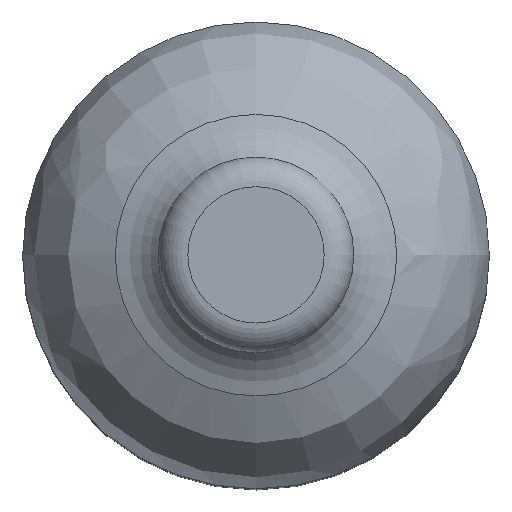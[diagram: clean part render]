
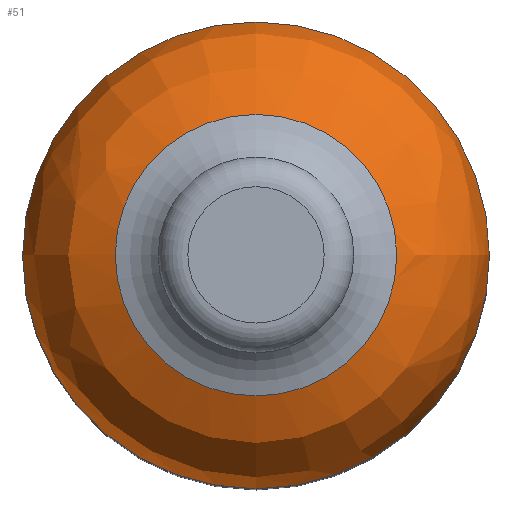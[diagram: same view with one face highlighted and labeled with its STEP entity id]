
A CAD part, top view. The second image highlights one B-rep face of the part: STEP entity #51.
In plain terms, the highlighted free-form (B-spline) face has degree [3, 3] with [4, 7] control points.
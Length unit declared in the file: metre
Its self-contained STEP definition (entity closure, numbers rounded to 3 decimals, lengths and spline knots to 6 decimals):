
#51 = ADVANCED_FACE( '', ( #107, #108 ), #109, .T. );
#107 = FACE_OUTER_BOUND( '', #178, .T. );
#108 = FACE_OUTER_BOUND( '', #179, .T. );
#109 = ( BOUNDED_SURFACE(  )B_SPLINE_SURFACE( 3, 3, ( ( #182, #183, #184, #185, #186, #187, #188 ), ( #189, #190, #191, #192, #193, #194, #195 ), ( #196, #197, #198, #199, #200, #201, #202 ), ( #203, #204, #205, #206, #207, #208, #209 ) ), .UNSPECIFIED., .F., .T., .F. )B_SPLINE_SURFACE_WITH_KNOTS( ( 4, 4 ), ( 4, 3, 4 ), ( 0., 6.283185 ), ( 0., 0.675848, 1.351696 ), .UNSPECIFIED. )GEOMETRIC_REPRESENTATION_ITEM(  )RATIONAL_B_SPLINE_SURFACE( ( ( 1., 0.333, 0.333, 1., 0.333, 0.333, 1. ), ( 0.853, 0.284, 0.284, 0.853, 0.284, 0.284, 0.853 ), ( 0.853, 0.284, 0.284, 0.853, 0.284, 0.284, 0.853 ), ( 1., 0.333, 0.333, 1., 0.333, 0.333, 1. ) ) )REPRESENTATION_ITEM( '' )SURFACE(  ) );
#178 = EDGE_LOOP( '', ( #269 ) );
#179 = EDGE_LOOP( '', ( #270 ) );
#182 = CARTESIAN_POINT( '', ( 0.006039, 0., 0.035693 ) );
#183 = CARTESIAN_POINT( '', ( 0.006039, 0.012077, 0.035693 ) );
#184 = CARTESIAN_POINT( '', ( -0.006039, 0.012077, 0.035693 ) );
#185 = CARTESIAN_POINT( '', ( -0.006039, 0., 0.035693 ) );
#186 = CARTESIAN_POINT( '', ( -0.006039, -0.012077, 0.035693 ) );
#187 = CARTESIAN_POINT( '', ( 0.006039, -0.012077, 0.035693 ) );
#188 = CARTESIAN_POINT( '', ( 0.006039, 0., 0.035693 ) );
#189 = CARTESIAN_POINT( '', ( 0.008462, 0., 0.035153 ) );
#190 = CARTESIAN_POINT( '', ( 0.008462, 0.016923, 0.035153 ) );
#191 = CARTESIAN_POINT( '', ( -0.008462, 0.016923, 0.035153 ) );
#192 = CARTESIAN_POINT( '', ( -0.008462, 0., 0.035153 ) );
#193 = CARTESIAN_POINT( '', ( -0.008462, -0.016923, 0.035153 ) );
#194 = CARTESIAN_POINT( '', ( 0.008462, -0.016923, 0.035153 ) );
#195 = CARTESIAN_POINT( '', ( 0.008462, 0., 0.035153 ) );
#196 = CARTESIAN_POINT( '', ( 0.010015, 0., 0.033216 ) );
#197 = CARTESIAN_POINT( '', ( 0.010015, 0.020029, 0.033216 ) );
#198 = CARTESIAN_POINT( '', ( -0.010015, 0.020029, 0.033216 ) );
#199 = CARTESIAN_POINT( '', ( -0.010015, 0., 0.033216 ) );
#200 = CARTESIAN_POINT( '', ( -0.010015, -0.020029, 0.033216 ) );
#201 = CARTESIAN_POINT( '', ( 0.010015, -0.020029, 0.033216 ) );
#202 = CARTESIAN_POINT( '', ( 0.010015, 0., 0.033216 ) );
#203 = CARTESIAN_POINT( '', ( 0.010015, 0., 0.030734 ) );
#204 = CARTESIAN_POINT( '', ( 0.010015, 0.020029, 0.030734 ) );
#205 = CARTESIAN_POINT( '', ( -0.010015, 0.020029, 0.030734 ) );
#206 = CARTESIAN_POINT( '', ( -0.010015, 0., 0.030734 ) );
#207 = CARTESIAN_POINT( '', ( -0.010015, -0.020029, 0.030734 ) );
#208 = CARTESIAN_POINT( '', ( 0.010015, -0.020029, 0.030734 ) );
#209 = CARTESIAN_POINT( '', ( 0.010015, 0., 0.030734 ) );
#269 = ORIENTED_EDGE( '', *, *, #347, .T. );
#270 = ORIENTED_EDGE( '', *, *, #348, .F. );
#347 = EDGE_CURVE( '', #375, #375, #376, .T. );
#348 = EDGE_CURVE( '', #377, #377, #378, .F. );
#375 = VERTEX_POINT( '', #414 );
#376 = CIRCLE( '', #415, 0.006039 );
#377 = VERTEX_POINT( '', #416 );
#378 = CIRCLE( '', #417, 0.010015 );
#414 = CARTESIAN_POINT( '', ( -0.006039, 0., 0.035693 ) );
#415 = AXIS2_PLACEMENT_3D( '', #452, #453, #454 );
#416 = CARTESIAN_POINT( '', ( 0.010015, 0., 0.030734 ) );
#417 = AXIS2_PLACEMENT_3D( '', #455, #456, #457 );
#452 = CARTESIAN_POINT( '', ( 0., 0., 0.035693 ) );
#453 = DIRECTION( '', ( 0., 0., -1. ) );
#454 = DIRECTION( '', ( -1., 0., 0. ) );
#455 = CARTESIAN_POINT( '', ( 0., 0., 0.030734 ) );
#456 = DIRECTION( '', ( 0., 0., 1. ) );
#457 = DIRECTION( '', ( 1., 0., 0. ) );
